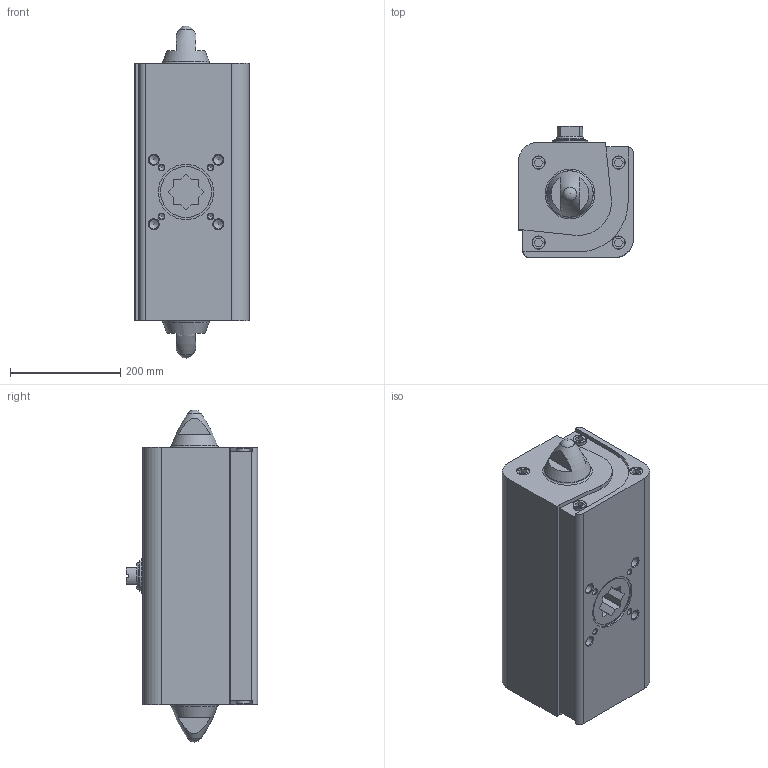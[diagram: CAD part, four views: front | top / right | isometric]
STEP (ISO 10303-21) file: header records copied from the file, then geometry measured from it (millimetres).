
FILE_DESCRIPTION(/* description */ ('STEP AP214'),/* implementation_level */ '2;1');
FILE_NAME(/* name */ '533479_DAPS-1920-090-R-F1216',/* time_stamp */ '2024-08-13T17:58:27+02:00',/* author */ ('License CC BY-ND 4.0'),/* organization */ ('CADENAS'),/* preprocessor_version */ 'ST-DEVELOPER v19.3',/* originating_system */ 'PARTsolutions',/* authorisation */ ' ');
FILE_SCHEMA (('AUTOMOTIVE_DESIGN {1 0 10303 214 3 1 1}'));
Length unit declared in the file: millimetre
Products named in the file (3): 533479 DAPS-1920-090-R-F1216---0; 533479 DAPS-1920-090-R-F1216---(1); 533479 DAPS-1920-090-R-F1216---(2)
Assembly tree (2 placements, depth 2):
  533479 DAPS-1920-090-R-F1216---0
    533479 DAPS-1920-090-R-F1216---(1)
    533479 DAPS-1920-090-R-F1216---(2)
Bounding box: 207.7 x 237.7 x 601 mm (x, y, z)
Volume: 19550731.9 mm3; surface area: 610444.5 mm2
Topology: 2 solids, 2 shells, 249 faces, 614 edges, 392 vertices
Faces by surface type: plane 137, cylinder 56, cone 40, torus 14, sphere 2
Full cylindrical faces by diameter (mm): 4.134 x8, 4.917 x1, 10.106 x4, 11.445 x2, 17.294 x4, 24 x8, 50 x1, 54.6 x1, 64 x2, 92 x2, 100.2 x1
Entity records: 6714 total; most frequent: CARTESIAN_POINT 1191, DIRECTION 1148, ORIENTED_EDGE 966, EDGE_CURVE 483, AXIS2_PLACEMENT_3D 421, FACE_BOUND 385, VERTEX_POINT 372, EDGE_LOOP 366
